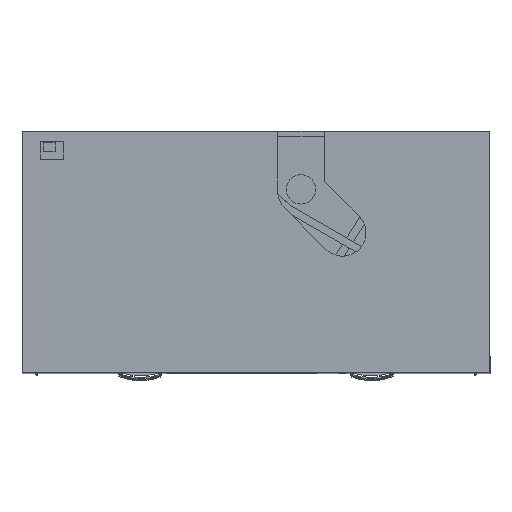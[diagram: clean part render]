
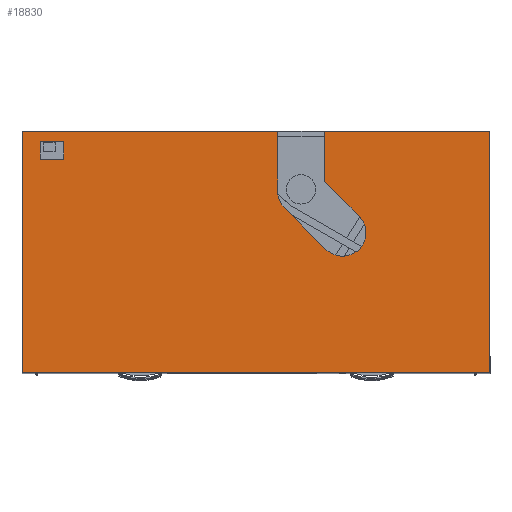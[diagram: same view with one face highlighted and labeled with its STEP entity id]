
A CAD part, top view. The second image highlights one B-rep face of the part: STEP entity #18830.
In plain terms, the highlighted planar face has unit normal (0, 0, 1).
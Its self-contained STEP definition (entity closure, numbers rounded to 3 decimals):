
#465=FACE_BOUND('',#2363,.T.);
#747=CIRCLE('',#20059,10.);
#748=CIRCLE('',#20060,60.);
#749=CIRCLE('',#20061,60.);
#1294=FACE_OUTER_BOUND('',#2362,.T.);
#2362=EDGE_LOOP('',(#12239,#12240,#12241,#12242,#12243,#12244,#12245,#12246,
#12247,#12248,#12249,#12250));
#2363=EDGE_LOOP('',(#12251,#12252,#12253,#12254));
#3646=LINE('',#25839,#5623);
#3650=LINE('',#25847,#5627);
#3653=LINE('',#25853,#5630);
#3656=LINE('',#25858,#5633);
#3763=LINE('',#26111,#5740);
#3764=LINE('',#26115,#5741);
#3765=LINE('',#26119,#5742);
#3766=LINE('',#26123,#5743);
#3767=LINE('',#26125,#5744);
#3768=LINE('',#26127,#5745);
#3769=LINE('',#26129,#5746);
#3770=LINE('',#26131,#5747);
#3771=LINE('',#26132,#5748);
#5623=VECTOR('',#21394,10.);
#5627=VECTOR('',#21400,10.);
#5630=VECTOR('',#21405,10.);
#5633=VECTOR('',#21410,10.);
#5740=VECTOR('',#21635,10.);
#5741=VECTOR('',#21638,10.);
#5742=VECTOR('',#21641,10.);
#5743=VECTOR('',#21644,10.);
#5744=VECTOR('',#21645,10.);
#5745=VECTOR('',#21646,10.);
#5746=VECTOR('',#21647,10.);
#5747=VECTOR('',#21648,10.);
#5748=VECTOR('',#21649,10.);
#7578=VERTEX_POINT('',#25837);
#7579=VERTEX_POINT('',#25838);
#7582=VERTEX_POINT('',#25846);
#7584=VERTEX_POINT('',#25852);
#7671=VERTEX_POINT('',#26109);
#7672=VERTEX_POINT('',#26110);
#7673=VERTEX_POINT('',#26112);
#7674=VERTEX_POINT('',#26114);
#7675=VERTEX_POINT('',#26116);
#7676=VERTEX_POINT('',#26118);
#7677=VERTEX_POINT('',#26120);
#7678=VERTEX_POINT('',#26122);
#7679=VERTEX_POINT('',#26124);
#7680=VERTEX_POINT('',#26126);
#7681=VERTEX_POINT('',#26128);
#7682=VERTEX_POINT('',#26130);
#9346=EDGE_CURVE('',#7578,#7579,#3646,.T.);
#9350=EDGE_CURVE('',#7582,#7578,#3650,.T.);
#9353=EDGE_CURVE('',#7584,#7582,#3653,.T.);
#9356=EDGE_CURVE('',#7579,#7584,#3656,.T.);
#9474=EDGE_CURVE('',#7671,#7672,#3763,.T.);
#9475=EDGE_CURVE('',#7672,#7673,#747,.T.);
#9476=EDGE_CURVE('',#7673,#7674,#3764,.T.);
#9477=EDGE_CURVE('',#7674,#7675,#748,.T.);
#9478=EDGE_CURVE('',#7675,#7676,#3765,.T.);
#9479=EDGE_CURVE('',#7676,#7677,#749,.T.);
#9480=EDGE_CURVE('',#7677,#7678,#3766,.T.);
#9481=EDGE_CURVE('',#7678,#7679,#3767,.T.);
#9482=EDGE_CURVE('',#7679,#7680,#3768,.T.);
#9483=EDGE_CURVE('',#7680,#7681,#3769,.T.);
#9484=EDGE_CURVE('',#7681,#7682,#3770,.T.);
#9485=EDGE_CURVE('',#7682,#7671,#3771,.T.);
#12239=ORIENTED_EDGE('',*,*,#9474,.T.);
#12240=ORIENTED_EDGE('',*,*,#9475,.T.);
#12241=ORIENTED_EDGE('',*,*,#9476,.T.);
#12242=ORIENTED_EDGE('',*,*,#9477,.T.);
#12243=ORIENTED_EDGE('',*,*,#9478,.T.);
#12244=ORIENTED_EDGE('',*,*,#9479,.T.);
#12245=ORIENTED_EDGE('',*,*,#9480,.T.);
#12246=ORIENTED_EDGE('',*,*,#9481,.T.);
#12247=ORIENTED_EDGE('',*,*,#9482,.T.);
#12248=ORIENTED_EDGE('',*,*,#9483,.T.);
#12249=ORIENTED_EDGE('',*,*,#9484,.T.);
#12250=ORIENTED_EDGE('',*,*,#9485,.T.);
#12251=ORIENTED_EDGE('',*,*,#9346,.T.);
#12252=ORIENTED_EDGE('',*,*,#9356,.T.);
#12253=ORIENTED_EDGE('',*,*,#9353,.T.);
#12254=ORIENTED_EDGE('',*,*,#9350,.T.);
#17064=PLANE('',#20058);
#18830=ADVANCED_FACE('',(#1294,#465),#17064,.T.);
#20058=AXIS2_PLACEMENT_3D('',#26108,#21633,#21634);
#20059=AXIS2_PLACEMENT_3D('',#26113,#21636,#21637);
#20060=AXIS2_PLACEMENT_3D('',#26117,#21639,#21640);
#20061=AXIS2_PLACEMENT_3D('',#26121,#21642,#21643);
#21394=DIRECTION('',(0.,1.,0.));
#21400=DIRECTION('',(-1.,0.,0.));
#21405=DIRECTION('',(0.,-1.,0.));
#21410=DIRECTION('',(1.,0.,0.));
#21633=DIRECTION('center_axis',(0.,0.,
1.));
#21634=DIRECTION('ref_axis',(1.,0.,0.));
#21635=DIRECTION('',(0.,-1.,0.));
#21636=DIRECTION('center_axis',(0.,0.,
1.));
#21637=DIRECTION('ref_axis',(1.,0.,0.));
#21638=DIRECTION('',(0.707,-0.707,0.));
#21639=DIRECTION('center_axis',(0.,0.,
-1.));
#21640=DIRECTION('ref_axis',(-0.707,-0.707,0.));
#21641=DIRECTION('',(-0.707,0.707,0.));
#21642=DIRECTION('center_axis',(0.,0.,
-1.));
#21643=DIRECTION('ref_axis',(-1.,0.,0.));
#21644=DIRECTION('',(0.,1.,0.));
#21645=DIRECTION('',(-1.,0.,0.));
#21646=DIRECTION('',(0.,-1.,0.));
#21647=DIRECTION('',(1.,0.,0.));
#21648=DIRECTION('',(0.,1.,0.));
#21649=DIRECTION('',(-1.,0.,0.));
#25837=CARTESIAN_POINT('',(-552.,237.,984.));
#25838=CARTESIAN_POINT('',(-552.,282.,984.));
#25839=CARTESIAN_POINT('',(-552.,118.5,984.));
#25846=CARTESIAN_POINT('',(-492.,237.,984.));
#25847=CARTESIAN_POINT('',(-246.,237.,984.));
#25852=CARTESIAN_POINT('',(-492.,282.,984.));
#25853=CARTESIAN_POINT('',(-492.,141.,984.));
#25858=CARTESIAN_POINT('',(-276.,282.,984.));
#26108=CARTESIAN_POINT('Origin',(0.,0.,
984.));
#26109=CARTESIAN_POINT('',(175.,308.25,984.));
#26110=CARTESIAN_POINT('',(175.,184.245,984.));
#26111=CARTESIAN_POINT('',(175.,147.25,984.));
#26112=CARTESIAN_POINT('',(177.929,177.174,984.));
#26113=CARTESIAN_POINT('Origin',(185.,184.245,984.));
#26114=CARTESIAN_POINT('',(263.676,91.426,984.));
#26115=CARTESIAN_POINT('',(177.74,177.363,984.));
#26116=CARTESIAN_POINT('',(178.824,6.574,984.));
#26117=CARTESIAN_POINT('Origin',(221.25,49.,984.));
#26118=CARTESIAN_POINT('',(72.574,112.824,984.));
#26119=CARTESIAN_POINT('',(135.761,49.636,984.));
#26120=CARTESIAN_POINT('',(55.,155.25,984.));
#26121=CARTESIAN_POINT('Origin',(115.,155.25,984.));
#26122=CARTESIAN_POINT('',(55.,308.25,984.));
#26123=CARTESIAN_POINT('',(55.,147.25,984.));
#26124=CARTESIAN_POINT('',(-598.25,308.25,984.));
#26125=CARTESIAN_POINT('',(598.25,308.25,984.));
#26126=CARTESIAN_POINT('',(-598.25,-308.25,984.));
#26127=CARTESIAN_POINT('',(-598.25,308.25,984.));
#26128=CARTESIAN_POINT('',(598.25,-308.25,984.));
#26129=CARTESIAN_POINT('',(-598.25,-308.25,984.));
#26130=CARTESIAN_POINT('',(598.25,308.25,984.));
#26131=CARTESIAN_POINT('',(598.25,-308.25,984.));
#26132=CARTESIAN_POINT('',(598.25,308.25,984.));
